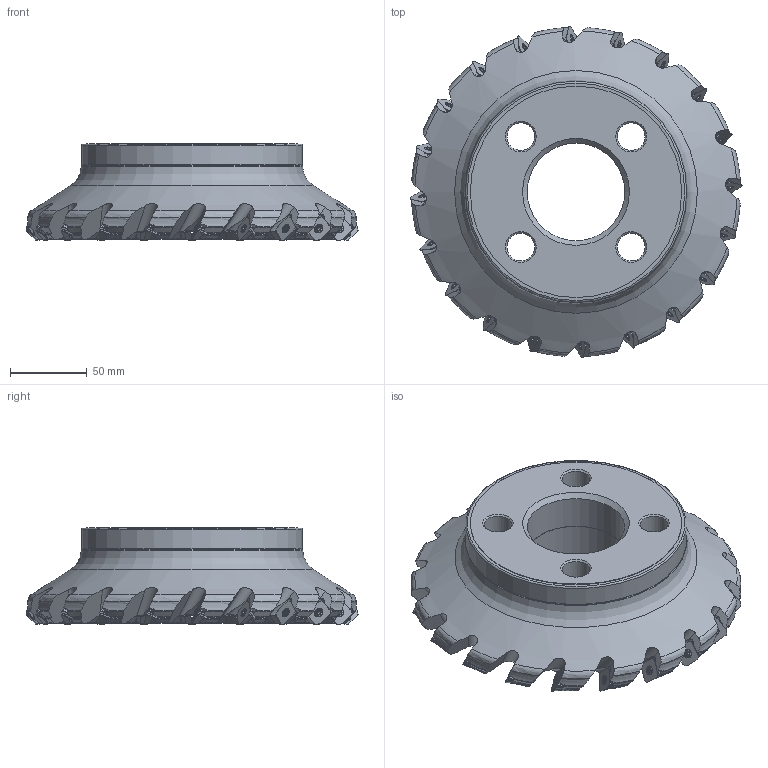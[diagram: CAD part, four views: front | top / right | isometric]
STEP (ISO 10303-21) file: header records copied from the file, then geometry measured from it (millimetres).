
FILE_DESCRIPTION(/* description */ (''),/* implementation_level */ '2;1');
FILE_NAME(/* name */ 'toolassembly_1.stp',/* time_stamp */ '2019-05-02T16:51:46+02:00',/* author */ (''),/* organization */ ('SMS'),/* preprocessor_version */ 'ST-DEVELOPER v15',/* originating_system */ 'SIEMENS PLM Software NX 8.5',/* authorisation */ '');
FILE_SCHEMA (('AUTOMOTIVE_DESIGN { 1 0 10303 214 3 1 1 1 }'));
Products named in the file (4): CUT_20190502165109; NOCUT_20190502164933; ASSEMBLY_CONSTRUCTION; TOOLASSEMBLY_1
Assembly tree (22 placements, depth 2):
  TOOLASSEMBLY_1
    ASSEMBLY_CONSTRUCTION
    NOCUT_20190502164933
    CUT_20190502165109  x20
Bounding box: 215.92 x 215.92 x 63 mm (x, y, z)
Volume: 1003162.3 mm3; surface area: 124038.2 mm2
Topology: 21 solids, 21 shells, 2860 faces, 8703 edges, 6014 vertices
Faces by surface type: plane 1088, extrusion 740, cylinder 333, cone 332, torus 287, sphere 80
Full cylindrical faces by diameter (mm): 3.5 x20, 4.1 x20, 5.25 x20, 18 x4, 27 x4, 63.515 x1, 63.8 x1, 137.5 x1, 143.5 x1, 144 x1
Entity records: 85575 total; most frequent: CARTESIAN_POINT 34087, ORIENTED_EDGE 11208, DIRECTION 9909, EDGE_CURVE 5604, AXIS2_PLACEMENT_3D 3960, VERTEX_POINT 3752, EDGE_LOOP 2298, ADVANCED_FACE 2081
